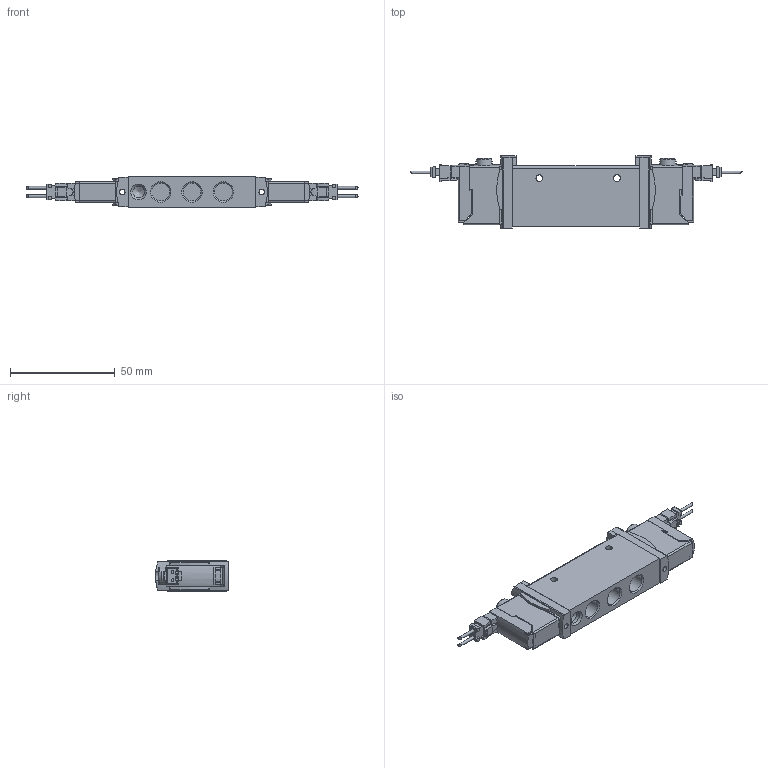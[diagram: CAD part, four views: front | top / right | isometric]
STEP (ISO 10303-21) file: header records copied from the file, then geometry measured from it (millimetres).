
FILE_DESCRIPTION(/* description */ ('STEP AP214'),/* implementation_level */ '2;1');
FILE_NAME(/* name */ '577321_VUVG-L14-T32C-AT-G18-1H2L-W1',/* time_stamp */ '2024-09-16T09:25:18+02:00',/* author */ ('License CC BY-ND 4.0'),/* organization */ ('CADENAS'),/* preprocessor_version */ 'ST-DEVELOPER v19.3',/* originating_system */ 'PARTsolutions',/* authorisation */ ' ');
FILE_SCHEMA (('AUTOMOTIVE_DESIGN {1 0 10303 214 3 1 1}'));
Length unit declared in the file: millimetre
Products named in the file (4): 577321 VUVG-L14-T32C-AT-G18-1H2L-W1; 564212 VUVG-L-14-T32C-A-T-G18--1H2--L-W1---(G); 566714 VAVE-L1-1VH2-LP; 566654 NEBV-H1G2-KN-0.5-N-LE2
Assembly tree (5 placements, depth 2):
  577321 VUVG-L14-T32C-AT-G18-1H2L-W1
    564212 VUVG-L-14-T32C-A-T-G18--1H2--L-W1---(G)
    566714 VAVE-L1-1VH2-LP  x2
    566654 NEBV-H1G2-KN-0.5-N-LE2  x2
Bounding box: 158.39 x 34.8 x 14.4 mm (x, y, z)
Volume: 39803.4 mm3; surface area: 16304.7 mm2
Topology: 5 solids, 5 shells, 1014 faces, 2703 edges, 1762 vertices
Faces by surface type: plane 739, cylinder 236, cone 25, torus 12, sphere 2
Full cylindrical faces by diameter (mm): 1.3 x4, 2.6 x2, 3.2 x2, 3.8 x2, 3.9 x2, 5.6 x1, 8.1 x2, 8.566 x5
Entity records: 24294 total; most frequent: CARTESIAN_POINT 4167, ORIENTED_EDGE 3746, DIRECTION 3679, EDGE_CURVE 1873, LINE 1331, VECTOR 1331, VERTEX_POINT 1241, AXIS2_PLACEMENT_3D 1174
